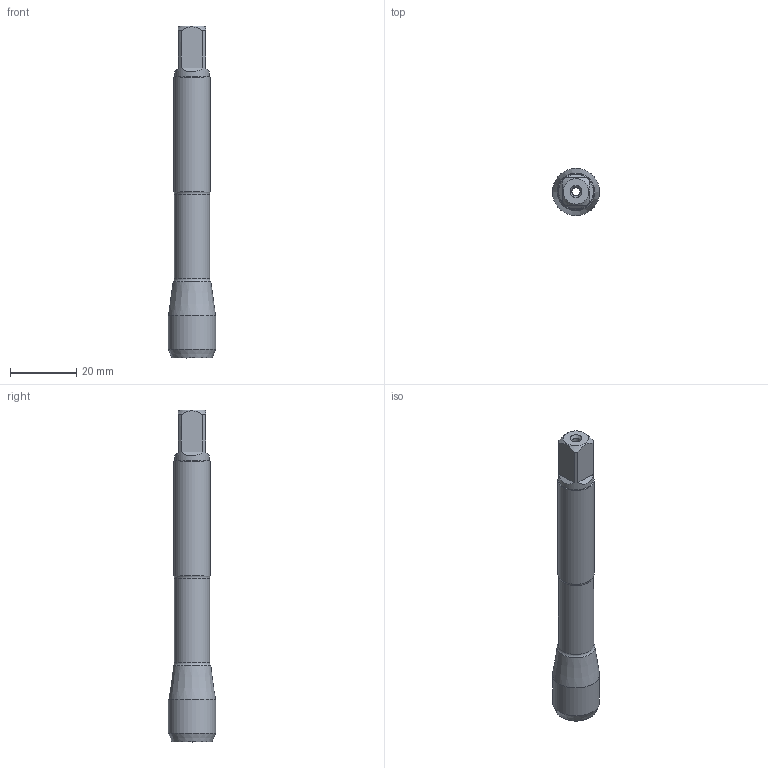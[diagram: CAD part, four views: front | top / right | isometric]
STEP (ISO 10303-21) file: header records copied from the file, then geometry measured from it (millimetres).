
FILE_DESCRIPTION(/* description */ (''),/* implementation_level */ '2;1');
FILE_NAME(/* name */ 'TOOL.STP',/* time_stamp */ '2023-02-10T09:40:57+01:00',/* author */ (''),/* organization */ ('SMS'),/* preprocessor_version */ 'ST-DEVELOPER v16.7',/* originating_system */ 'SIEMENS PLM Software NX 12.0',/* authorisation */ '');
FILE_SCHEMA (('AUTOMOTIVE_DESIGN { 1 0 10303 214 3 1 1 1 }'));
Length unit declared in the file: millimetre
Products named in the file (1): Tool
Bounding box: 14.18 x 14.18 x 100 mm (x, y, z)
Volume: 9441.6 mm3; surface area: 4691 mm2
Topology: 2 solids, 2 shells, 26 faces, 65 edges, 46 vertices
Faces by surface type: plane 12, cylinder 6, cone 6, torus 2
Full cylindrical faces by diameter (mm): 2.5 x2, 10.461 x1, 10.597 x1, 10.897 x1, 14.179 x1
Entity records: 751 total; most frequent: CARTESIAN_POINT 149, DIRECTION 122, ORIENTED_EDGE 82, AXIS2_PLACEMENT_3D 55, EDGE_LOOP 44, EDGE_CURVE 41, FACE_BOUND 36, VERTEX_POINT 33
